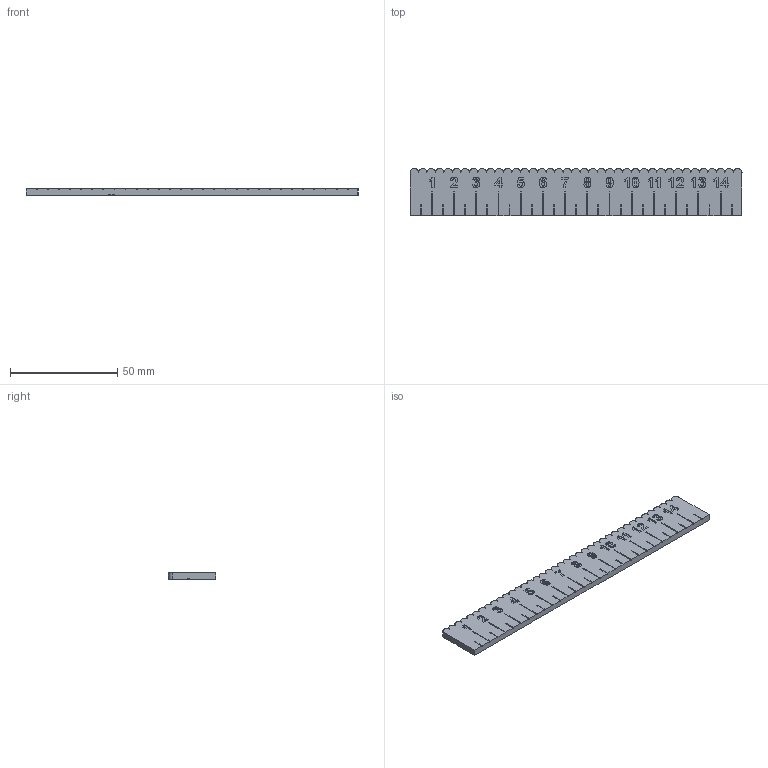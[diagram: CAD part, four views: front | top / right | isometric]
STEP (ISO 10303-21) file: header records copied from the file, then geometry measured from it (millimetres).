
FILE_DESCRIPTION(/* description */ (''),/* implementation_level */ '2;1');
FILE_NAME(/* name */ 'Hassan Custom 3D ruler.step',/* time_stamp */ '2025-12-19T00:53:34+02:00',/* author */ (''),/* organization */ (''),/* preprocessor_version */ 'ST-DEVELOPER v20.1',/* originating_system */ 'Autodesk Translation Framework v14.21.0.0',/* authorisation */ '');
FILE_SCHEMA (('AUTOMOTIVE_DESIGN { 1 0 10303 214 3 1 1 }'));
Length unit declared in the file: centimetre
Products named in the file (1): Untitled
Bounding box: 155 x 22 x 3 mm (x, y, z)
Volume: 9880.4 mm3; surface area: 8332.3 mm2
Topology: 1 solids, 1 shells, 512 faces, 1449 edges, 964 vertices
Faces by surface type: plane 245, bspline 228, cylinder 39
Entity records: 19306 total; most frequent: CARTESIAN_POINT 7502, ORIENTED_EDGE 2898, DIRECTION 1641, EDGE_CURVE 1449, VERTEX_POINT 964, LINE 915, VECTOR 915, EDGE_LOOP 538
